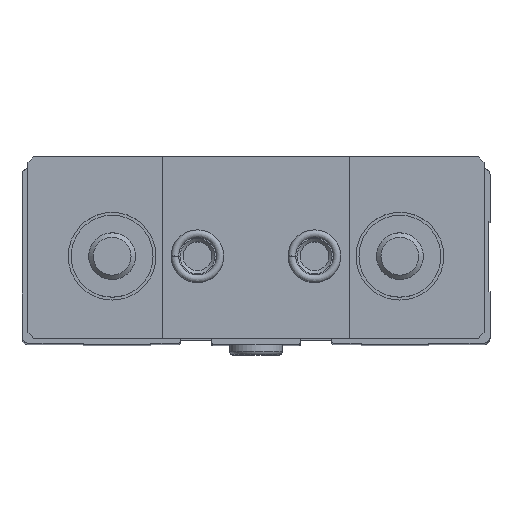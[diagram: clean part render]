
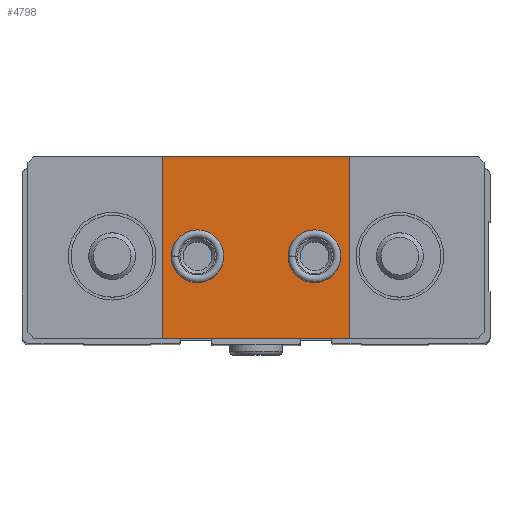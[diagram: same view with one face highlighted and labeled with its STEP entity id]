
A CAD part, top view. The second image highlights one B-rep face of the part: STEP entity #4798.
In plain terms, the highlighted planar face has unit normal (0, 0, 1).
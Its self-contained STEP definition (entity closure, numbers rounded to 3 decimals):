
#516=LINE('',#8022,#822);
#526=LINE('',#8042,#832);
#543=LINE('',#8083,#849);
#544=LINE('',#8084,#850);
#822=VECTOR('',#6542,1000.);
#832=VECTOR('',#6556,1000.);
#849=VECTOR('',#6597,1000.);
#850=VECTOR('',#6598,1000.);
#1703=ORIENTED_EDGE('',*,*,#2543,.F.);
#1704=ORIENTED_EDGE('',*,*,#2544,.F.);
#1705=ORIENTED_EDGE('',*,*,#2521,.T.);
#1706=ORIENTED_EDGE('',*,*,#2545,.T.);
#1707=ORIENTED_EDGE('',*,*,#2511,.T.);
#1708=ORIENTED_EDGE('',*,*,#2546,.T.);
#2511=EDGE_CURVE('',#3031,#3030,#516,.T.);
#2521=EDGE_CURVE('',#3039,#3038,#526,.T.);
#2543=EDGE_CURVE('',#3049,#3049,#3353,.T.);
#2544=EDGE_CURVE('',#3050,#3050,#3354,.T.);
#2545=EDGE_CURVE('',#3038,#3031,#543,.T.);
#2546=EDGE_CURVE('',#3030,#3039,#544,.T.);
#3030=VERTEX_POINT('',#8021);
#3031=VERTEX_POINT('',#8023);
#3038=VERTEX_POINT('',#8041);
#3039=VERTEX_POINT('',#8043);
#3049=VERTEX_POINT('',#8080);
#3050=VERTEX_POINT('',#8082);
#3353=CIRCLE('',#5363,4.5);
#3354=CIRCLE('',#5364,4.5);
#3726=EDGE_LOOP('',(#1703));
#3727=EDGE_LOOP('',(#1704));
#3728=EDGE_LOOP('',(#1705,#1706,#1707,#1708));
#4244=FACE_BOUND('',#3726,.T.);
#4245=FACE_BOUND('',#3727,.T.);
#4246=FACE_BOUND('',#3728,.T.);
#4550=PLANE('',#5362);
#4798=ADVANCED_FACE('',(#4244,#4245,#4246),#4550,.T.);
#5362=AXIS2_PLACEMENT_3D('',#8078,#6591,#6592);
#5363=AXIS2_PLACEMENT_3D('',#8079,#6593,#6594);
#5364=AXIS2_PLACEMENT_3D('',#8081,#6595,#6596);
#6542=DIRECTION('',(-1.,0.,0.));
#6556=DIRECTION('',(1.,0.,0.));
#6591=DIRECTION('',(0.,0.,1.));
#6592=DIRECTION('',(1.,0.,0.));
#6593=DIRECTION('',(0.,0.,1.));
#6594=DIRECTION('',(1.,0.,0.));
#6595=DIRECTION('',(0.,0.,1.));
#6596=DIRECTION('',(1.,0.,0.));
#6597=DIRECTION('',(0.,1.,0.));
#6598=DIRECTION('',(0.,-1.,0.));
#8021=CARTESIAN_POINT('',(-16.,17.,22.));
#8022=CARTESIAN_POINT('',(39.,17.,22.));
#8023=CARTESIAN_POINT('',(16.,17.,22.));
#8041=CARTESIAN_POINT('',(16.,-14.,22.));
#8042=CARTESIAN_POINT('',(-39.,-14.,22.));
#8043=CARTESIAN_POINT('',(-16.,-14.,22.));
#8078=CARTESIAN_POINT('',(0.,0.,22.));
#8079=CARTESIAN_POINT('',(-10.,0.,22.));
#8080=CARTESIAN_POINT('',(-5.5,0.,22.));
#8081=CARTESIAN_POINT('',(10.,0.,22.));
#8082=CARTESIAN_POINT('',(14.5,0.,22.));
#8083=CARTESIAN_POINT('',(16.,0.,22.));
#8084=CARTESIAN_POINT('',(-16.,0.,22.));
